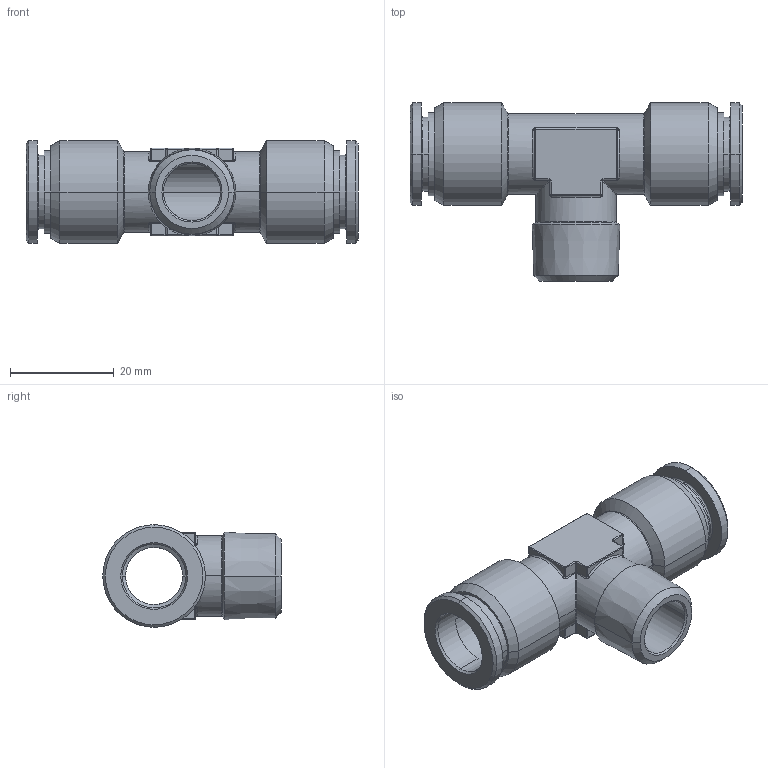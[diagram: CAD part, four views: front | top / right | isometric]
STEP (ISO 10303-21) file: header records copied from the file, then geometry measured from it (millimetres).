
FILE_DESCRIPTION((''),'2;1');
FILE_NAME('mxm.2010.38',(''),('sopra-pneumatic'),'PRO/ENGINEER BY PARAMETRIC TECHNOLOGY CORPORATION, 2015110','PRO/ENGINEER BY PARAMETRIC TECHNOLOGY CORPORATION, 2015110','');
FILE_SCHEMA(('CONFIG_CONTROL_DESIGN'));
Length unit declared in the file: millimetre
Products named in the file (1): 381875B_941X4-12FF-3-8K
Bounding box: 64 x 34.4 x 19.8 mm (x, y, z)
Volume: 10661.7 mm3; surface area: 8948.2 mm2
Topology: 1 solids, 1 shells, 193 faces, 428 edges, 246 vertices
Faces by surface type: cylinder 74, cone 36, plane 31, torus 24, bspline 16, sphere 12
Entity records: 6271 total; most frequent: CARTESIAN_POINT 1996, DIRECTION 940, ORIENTED_EDGE 856, EDGE_CURVE 428, AXIS2_PLACEMENT_3D 391, VERTEX_POINT 246, CIRCLE 214, EDGE_LOOP 206
